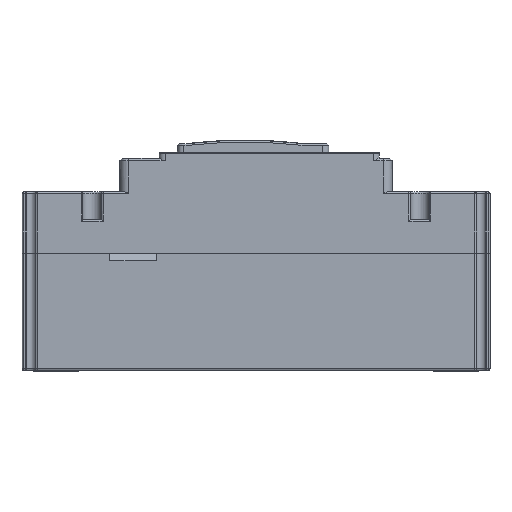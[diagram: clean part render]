
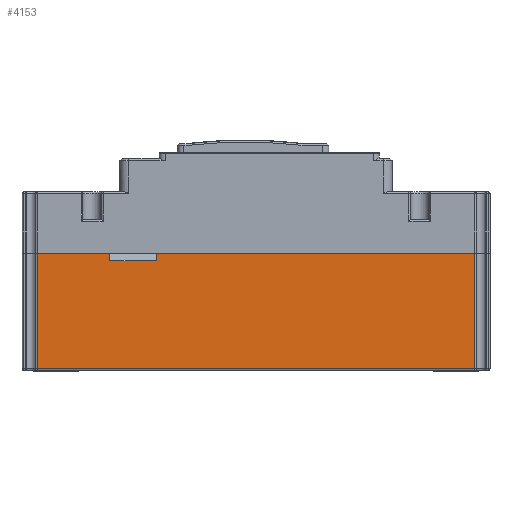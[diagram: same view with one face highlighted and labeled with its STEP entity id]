
A CAD part, left-side view. The second image highlights one B-rep face of the part: STEP entity #4153.
In plain terms, the highlighted planar face has unit normal (-1, 0, 0).
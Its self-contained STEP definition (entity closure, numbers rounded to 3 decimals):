
#4153=ADVANCED_FACE('',(#7233),#5672,.T.);
#5672=PLANE('',#38351);
#7233=FACE_OUTER_BOUND('',#9271,.T.);
#9271=EDGE_LOOP('',(#16142,#16143,#16144,#16145,#16146,#16147,#16148,#16149));
#16142=ORIENTED_EDGE('',*,*,#27110,.F.);
#16143=ORIENTED_EDGE('',*,*,#27111,.T.);
#16144=ORIENTED_EDGE('',*,*,#27112,.T.);
#16145=ORIENTED_EDGE('',*,*,#27018,.F.);
#16146=ORIENTED_EDGE('',*,*,#27113,.F.);
#16147=ORIENTED_EDGE('',*,*,#27114,.T.);
#16148=ORIENTED_EDGE('',*,*,#27115,.T.);
#16149=ORIENTED_EDGE('',*,*,#27014,.F.);
#22650=VERTEX_POINT('',#58555);
#22651=VERTEX_POINT('',#58557);
#22654=VERTEX_POINT('',#58563);
#22655=VERTEX_POINT('',#58565);
#22746=VERTEX_POINT('',#58753);
#22747=VERTEX_POINT('',#58755);
#22748=VERTEX_POINT('',#58758);
#22749=VERTEX_POINT('',#58760);
#27014=EDGE_CURVE('',#22650,#22651,#31239,.T.);
#27018=EDGE_CURVE('',#22654,#22655,#31243,.T.);
#27110=EDGE_CURVE('',#22746,#22650,#31320,.T.);
#27111=EDGE_CURVE('',#22746,#22747,#31321,.T.);
#27112=EDGE_CURVE('',#22747,#22655,#31322,.T.);
#27113=EDGE_CURVE('',#22748,#22654,#31323,.T.);
#27114=EDGE_CURVE('',#22748,#22749,#31324,.T.);
#27115=EDGE_CURVE('',#22749,#22651,#31325,.T.);
#31239=LINE('',#58556,#34924);
#31243=LINE('',#58564,#34928);
#31320=LINE('',#58752,#35005);
#31321=LINE('',#58754,#35006);
#31322=LINE('',#58756,#35007);
#31323=LINE('',#58757,#35008);
#31324=LINE('',#58759,#35009);
#31325=LINE('',#58761,#35010);
#34924=VECTOR('',#45288,1.);
#34928=VECTOR('',#45292,1.);
#35005=VECTOR('',#45409,1.);
#35006=VECTOR('',#45410,1.);
#35007=VECTOR('',#45411,1.);
#35008=VECTOR('',#45412,1.);
#35009=VECTOR('',#45413,1.);
#35010=VECTOR('',#45414,1.);
#38351=AXIS2_PLACEMENT_3D('',#58762,#45415,#45416);
#45288=DIRECTION('',(0.,-1.,0.));
#45292=DIRECTION('',(0.,-1.,0.));
#45409=DIRECTION('',(0.,0.,1.));
#45410=DIRECTION('',(0.,-1.,0.));
#45411=DIRECTION('',(0.,0.,1.));
#45412=DIRECTION('',(0.,0.,1.));
#45413=DIRECTION('',(0.,1.,0.));
#45414=DIRECTION('',(0.,0.,1.));
#45415=DIRECTION('',(-1.,0.,0.));
#45416=DIRECTION('',(0.,0.,1.));
#58555=CARTESIAN_POINT('',(327.75,154.806,0.));
#58556=CARTESIAN_POINT('',(327.75,72.5,0.));
#58557=CARTESIAN_POINT('',(327.75,130.,0.));
#58563=CARTESIAN_POINT('',(327.75,114.,0.));
#58564=CARTESIAN_POINT('',(327.75,72.5,0.));
#58565=CARTESIAN_POINT('',(327.75,5.194,0.));
#58752=CARTESIAN_POINT('',(327.75,154.806,-39.5));
#58753=CARTESIAN_POINT('',(327.75,154.806,-39.5));
#58754=CARTESIAN_POINT('',(327.75,4.75,-39.5));
#58755=CARTESIAN_POINT('',(327.75,5.194,-39.5));
#58756=CARTESIAN_POINT('',(327.75,5.194,-39.5));
#58757=CARTESIAN_POINT('',(327.75,114.,-2.5));
#58758=CARTESIAN_POINT('',(327.75,114.,-2.5));
#58759=CARTESIAN_POINT('',(327.75,114.,-2.5));
#58760=CARTESIAN_POINT('',(327.75,130.,-2.5));
#58761=CARTESIAN_POINT('',(327.75,130.,-2.5));
#58762=CARTESIAN_POINT('',(327.75,80.,-19.75));
